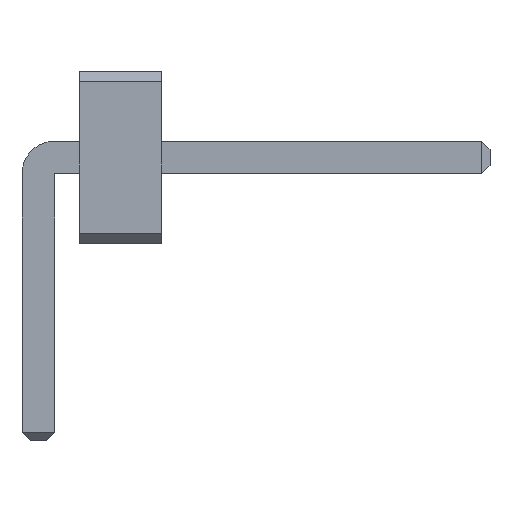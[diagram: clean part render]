
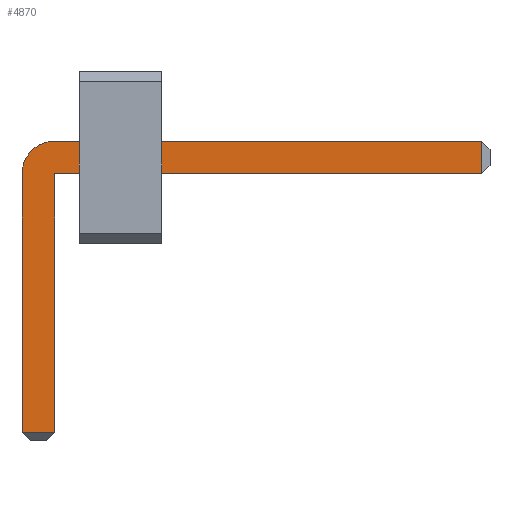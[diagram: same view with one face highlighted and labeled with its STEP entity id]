
A CAD part, front view. The second image highlights one B-rep face of the part: STEP entity #4870.
In plain terms, the highlighted planar face has unit normal (0, -1, 0).
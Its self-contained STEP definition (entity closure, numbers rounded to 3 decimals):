
#13=DIRECTION('',(0.,0.,1.));
#27=VECTOR('',#28,1.);
#28=DIRECTION('',(1.,0.,0.));
#2209=VECTOR('',#13,1.);
#4644=DIRECTION('',(0.,0.,-1.));
#4681=VECTOR('',#4644,1.);
#4688=VECTOR('',#4689,1.);
#4689=DIRECTION('',(-1.,0.,0.));
#4710=DIRECTION('',(-0.,1.,0.));
#4714=DIRECTION('',(0.,1.,0.));
#4715=DIRECTION('',(1.,0.,0.));
#4722=VERTEX_POINT('',#4723);
#4723=CARTESIAN_POINT('',(0.2,-47.19,1.25));
#4725=ORIENTED_EDGE('',*,*,#4726,.T.);
#4726=EDGE_CURVE('',#4722,#4727,#4729,.T.);
#4727=VERTEX_POINT('',#4728);
#4728=CARTESIAN_POINT('',(5.4,-47.19,1.25));
#4729=LINE('',#4730,#27);
#4730=CARTESIAN_POINT('',(-0.2,-47.19,1.25));
#4766=EDGE_CURVE('',#4767,#4722,#4769,.T.);
#4767=VERTEX_POINT('',#4768);
#4768=CARTESIAN_POINT('',(-0.2,-47.19,0.85));
#4769=CIRCLE('',#4770,0.4);
#4770=AXIS2_PLACEMENT_3D('',#4771,#4710,#4644);
#4771=CARTESIAN_POINT('',(0.2,-47.19,0.85));
#4783=VERTEX_POINT('',#4784);
#4784=CARTESIAN_POINT('',(5.4,-47.19,0.85));
#4786=ORIENTED_EDGE('',*,*,#4787,.T.);
#4787=EDGE_CURVE('',#4783,#4788,#4789,.T.);
#4788=VERTEX_POINT('',#4771);
#4789=LINE('',#4790,#4688);
#4790=CARTESIAN_POINT('',(5.5,-47.19,0.85));
#4802=VERTEX_POINT('',#4803);
#4803=CARTESIAN_POINT('',(-0.2,-47.19,-2.3));
#4805=ORIENTED_EDGE('',*,*,#4806,.T.);
#4806=EDGE_CURVE('',#4802,#4767,#4807,.T.);
#4807=LINE('',#4808,#2209);
#4808=CARTESIAN_POINT('',(-0.2,-47.19,-2.4));
#4816=ORIENTED_EDGE('',*,*,#4817,.T.);
#4817=EDGE_CURVE('',#4788,#4818,#4820,.T.);
#4818=VERTEX_POINT('',#4819);
#4819=CARTESIAN_POINT('',(0.2,-47.19,-2.3));
#4820=LINE('',#4771,#4681);
#4870=ADVANCED_FACE('',(#4871),#4880,.F.);
#4871=FACE_BOUND('',#4872,.F.);
#4872=EDGE_LOOP('',(#4725,#4873,#4786,#4816,#4876,#4805,#4879));
#4873=ORIENTED_EDGE('',*,*,#4874,.T.);
#4874=EDGE_CURVE('',#4727,#4783,#4875,.T.);
#4875=LINE('',#4728,#4681);
#4876=ORIENTED_EDGE('',*,*,#4877,.T.);
#4877=EDGE_CURVE('',#4818,#4802,#4878,.T.);
#4878=LINE('',#4819,#4688);
#4879=ORIENTED_EDGE('',*,*,#4766,.T.);
#4880=PLANE('',#4881);
#4881=AXIS2_PLACEMENT_3D('',#4882,#4714,#4715);
#4882=CARTESIAN_POINT('',(1.729,-47.19,0.346));
